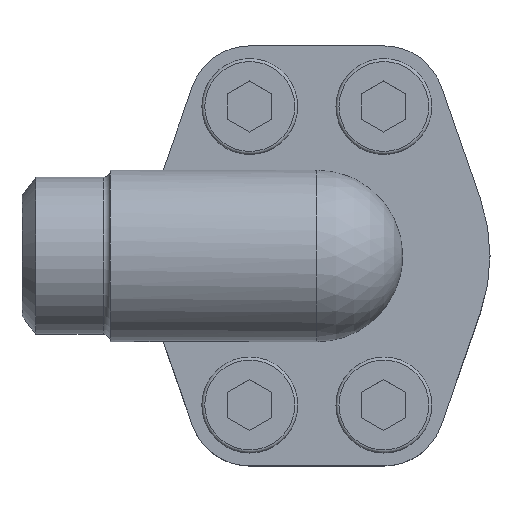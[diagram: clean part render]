
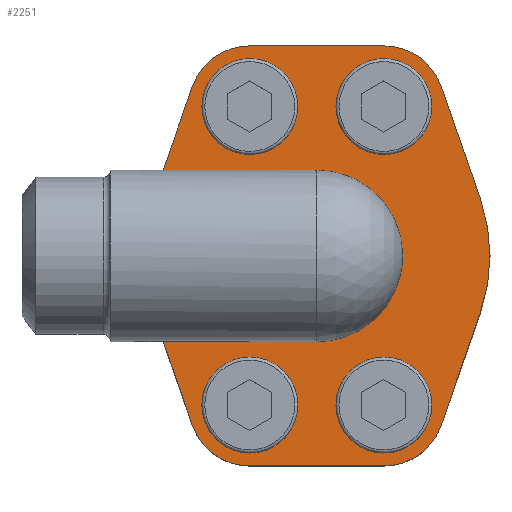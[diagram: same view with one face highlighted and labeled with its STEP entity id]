
A CAD part, top view. The second image highlights one B-rep face of the part: STEP entity #2251.
In plain terms, the highlighted planar face has unit normal (0, 0, 1).
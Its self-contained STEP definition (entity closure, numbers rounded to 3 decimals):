
#50=LINE('',#3134,#150);
#51=LINE('',#3136,#151);
#52=LINE('',#3140,#152);
#53=LINE('',#3144,#153);
#54=LINE('',#3148,#154);
#55=LINE('',#3152,#155);
#56=LINE('',#3156,#156);
#57=LINE('',#3158,#157);
#150=VECTOR('',#2625,1000.);
#151=VECTOR('',#2626,1000.);
#152=VECTOR('',#2629,1000.);
#153=VECTOR('',#2632,1000.);
#154=VECTOR('',#2635,1000.);
#155=VECTOR('',#2638,1000.);
#156=VECTOR('',#2641,1000.);
#157=VECTOR('',#2642,1000.);
#244=PLANE('',#2386);
#335=ORIENTED_EDGE('',*,*,#699,.F.);
#336=ORIENTED_EDGE('',*,*,#700,.F.);
#337=ORIENTED_EDGE('',*,*,#701,.F.);
#338=ORIENTED_EDGE('',*,*,#702,.F.);
#339=ORIENTED_EDGE('',*,*,#703,.F.);
#340=ORIENTED_EDGE('',*,*,#704,.T.);
#341=ORIENTED_EDGE('',*,*,#705,.T.);
#342=ORIENTED_EDGE('',*,*,#706,.T.);
#343=ORIENTED_EDGE('',*,*,#707,.T.);
#344=ORIENTED_EDGE('',*,*,#708,.T.);
#345=ORIENTED_EDGE('',*,*,#709,.T.);
#346=ORIENTED_EDGE('',*,*,#710,.T.);
#347=ORIENTED_EDGE('',*,*,#711,.T.);
#348=ORIENTED_EDGE('',*,*,#712,.T.);
#349=ORIENTED_EDGE('',*,*,#713,.T.);
#350=ORIENTED_EDGE('',*,*,#714,.T.);
#351=ORIENTED_EDGE('',*,*,#715,.T.);
#352=ORIENTED_EDGE('',*,*,#716,.T.);
#699=EDGE_CURVE('',#882,#882,#1017,.T.);
#700=EDGE_CURVE('',#883,#883,#1018,.T.);
#701=EDGE_CURVE('',#884,#884,#1019,.T.);
#702=EDGE_CURVE('',#885,#885,#1020,.T.);
#703=EDGE_CURVE('',#886,#887,#1021,.T.);
#704=EDGE_CURVE('',#886,#888,#50,.F.);
#705=EDGE_CURVE('',#888,#889,#51,.T.);
#706=EDGE_CURVE('',#889,#890,#1022,.T.);
#707=EDGE_CURVE('',#890,#891,#52,.T.);
#708=EDGE_CURVE('',#891,#892,#1023,.T.);
#709=EDGE_CURVE('',#892,#893,#53,.T.);
#710=EDGE_CURVE('',#893,#894,#1024,.T.);
#711=EDGE_CURVE('',#894,#895,#54,.T.);
#712=EDGE_CURVE('',#895,#896,#1025,.T.);
#713=EDGE_CURVE('',#896,#897,#55,.T.);
#714=EDGE_CURVE('',#897,#898,#1026,.T.);
#715=EDGE_CURVE('',#898,#899,#56,.T.);
#716=EDGE_CURVE('',#899,#887,#57,.T.);
#882=VERTEX_POINT('',#3124);
#883=VERTEX_POINT('',#3126);
#884=VERTEX_POINT('',#3128);
#885=VERTEX_POINT('',#3130);
#886=VERTEX_POINT('',#3132);
#887=VERTEX_POINT('',#3133);
#888=VERTEX_POINT('',#3135);
#889=VERTEX_POINT('',#3137);
#890=VERTEX_POINT('',#3139);
#891=VERTEX_POINT('',#3141);
#892=VERTEX_POINT('',#3143);
#893=VERTEX_POINT('',#3145);
#894=VERTEX_POINT('',#3147);
#895=VERTEX_POINT('',#3149);
#896=VERTEX_POINT('',#3151);
#897=VERTEX_POINT('',#3153);
#898=VERTEX_POINT('',#3155);
#899=VERTEX_POINT('',#3157);
#1017=CIRCLE('',#2387,6.35);
#1018=CIRCLE('',#2388,6.35);
#1019=CIRCLE('',#2389,6.35);
#1020=CIRCLE('',#2390,6.35);
#1021=CIRCLE('',#2391,11.607);
#1022=CIRCLE('',#2392,8.25);
#1023=CIRCLE('',#2393,8.25);
#1024=CIRCLE('',#2394,23.5);
#1025=CIRCLE('',#2395,8.25);
#1026=CIRCLE('',#2396,8.25);
#1095=EDGE_LOOP('',(#335));
#1096=EDGE_LOOP('',(#336));
#1097=EDGE_LOOP('',(#337));
#1098=EDGE_LOOP('',(#338));
#1099=EDGE_LOOP('',(#339,#340,#341,#342,#343,#344,#345,#346,#347,#348,#349,
#350,#351,#352));
#1275=FACE_BOUND('',#1095,.T.);
#1276=FACE_BOUND('',#1096,.T.);
#1277=FACE_BOUND('',#1097,.T.);
#1278=FACE_BOUND('',#1098,.T.);
#1279=FACE_BOUND('',#1099,.T.);
#2251=ADVANCED_FACE('',(#1275,#1276,#1277,#1278,#1279),#244,.T.);
#2386=AXIS2_PLACEMENT_3D('',#3122,#2613,#2614);
#2387=AXIS2_PLACEMENT_3D('',#3123,#2615,#2616);
#2388=AXIS2_PLACEMENT_3D('',#3125,#2617,#2618);
#2389=AXIS2_PLACEMENT_3D('',#3127,#2619,#2620);
#2390=AXIS2_PLACEMENT_3D('',#3129,#2621,#2622);
#2391=AXIS2_PLACEMENT_3D('',#3131,#2623,#2624);
#2392=AXIS2_PLACEMENT_3D('',#3138,#2627,#2628);
#2393=AXIS2_PLACEMENT_3D('',#3142,#2630,#2631);
#2394=AXIS2_PLACEMENT_3D('',#3146,#2633,#2634);
#2395=AXIS2_PLACEMENT_3D('',#3150,#2636,#2637);
#2396=AXIS2_PLACEMENT_3D('',#3154,#2639,#2640);
#2613=DIRECTION('',(0.,0.,1.));
#2614=DIRECTION('',(1.,0.,0.));
#2615=DIRECTION('',(0.,0.,1.));
#2616=DIRECTION('',(1.,0.,0.));
#2617=DIRECTION('',(0.,0.,1.));
#2618=DIRECTION('',(1.,0.,0.));
#2619=DIRECTION('',(0.,0.,1.));
#2620=DIRECTION('',(1.,0.,0.));
#2621=DIRECTION('',(0.,0.,1.));
#2622=DIRECTION('',(1.,0.,0.));
#2623=DIRECTION('',(0.,0.,1.));
#2624=DIRECTION('',(1.,0.,0.));
#2625=DIRECTION('',(1.,0.,0.));
#2626=DIRECTION('',(0.329,-0.944,0.));
#2627=DIRECTION('',(0.,0.,1.));
#2628=DIRECTION('',(1.,0.,0.));
#2629=DIRECTION('',(1.,0.,0.));
#2630=DIRECTION('',(0.,0.,1.));
#2631=DIRECTION('',(1.,0.,0.));
#2632=DIRECTION('',(0.329,0.944,0.));
#2633=DIRECTION('',(0.,0.,1.));
#2634=DIRECTION('',(1.,0.,0.));
#2635=DIRECTION('',(-0.329,0.944,0.));
#2636=DIRECTION('',(0.,0.,1.));
#2637=DIRECTION('',(1.,0.,0.));
#2638=DIRECTION('',(-1.,0.,0.));
#2639=DIRECTION('',(0.,0.,1.));
#2640=DIRECTION('',(1.,0.,0.));
#2641=DIRECTION('',(-0.329,-0.944,0.));
#2642=DIRECTION('',(1.,0.,0.));
#3122=CARTESIAN_POINT('',(0.,0.,17.));
#3123=CARTESIAN_POINT('',(9.1,-20.25,17.));
#3124=CARTESIAN_POINT('',(15.45,-20.25,17.));
#3125=CARTESIAN_POINT('',(-9.1,-20.25,17.));
#3126=CARTESIAN_POINT('',(-2.75,-20.25,17.));
#3127=CARTESIAN_POINT('',(-9.1,20.25,17.));
#3128=CARTESIAN_POINT('',(-2.75,20.25,17.));
#3129=CARTESIAN_POINT('',(9.1,20.25,17.));
#3130=CARTESIAN_POINT('',(15.45,20.25,17.));
#3131=CARTESIAN_POINT('',(0.,0.,17.));
#3132=CARTESIAN_POINT('',(0.,-11.607,17.));
#3133=CARTESIAN_POINT('',(0.,11.607,17.));
#3134=CARTESIAN_POINT('',(0.,-11.607,17.));
#3135=CARTESIAN_POINT('',(-20.843,-11.607,17.));
#3136=CARTESIAN_POINT('',(-22.194,-7.724,17.));
#3137=CARTESIAN_POINT('',(-16.892,-22.962,17.));
#3138=CARTESIAN_POINT('',(-9.1,-20.25,17.));
#3139=CARTESIAN_POINT('',(-9.1,-28.5,17.));
#3140=CARTESIAN_POINT('',(-9.1,-28.5,17.));
#3141=CARTESIAN_POINT('',(9.1,-28.5,17.));
#3142=CARTESIAN_POINT('',(9.1,-20.25,17.));
#3143=CARTESIAN_POINT('',(16.892,-22.962,17.));
#3144=CARTESIAN_POINT('',(16.892,-22.962,17.));
#3145=CARTESIAN_POINT('',(22.194,-7.724,17.));
#3146=CARTESIAN_POINT('',(0.,0.,17.));
#3147=CARTESIAN_POINT('',(22.194,7.724,17.));
#3148=CARTESIAN_POINT('',(22.194,7.724,17.));
#3149=CARTESIAN_POINT('',(16.892,22.962,17.));
#3150=CARTESIAN_POINT('',(9.1,20.25,17.));
#3151=CARTESIAN_POINT('',(9.1,28.5,17.));
#3152=CARTESIAN_POINT('',(9.1,28.5,17.));
#3153=CARTESIAN_POINT('',(-9.1,28.5,17.));
#3154=CARTESIAN_POINT('',(-9.1,20.25,17.));
#3155=CARTESIAN_POINT('',(-16.892,22.962,17.));
#3156=CARTESIAN_POINT('',(-16.892,22.962,17.));
#3157=CARTESIAN_POINT('',(-20.843,11.607,17.));
#3158=CARTESIAN_POINT('',(0.,11.607,17.));
